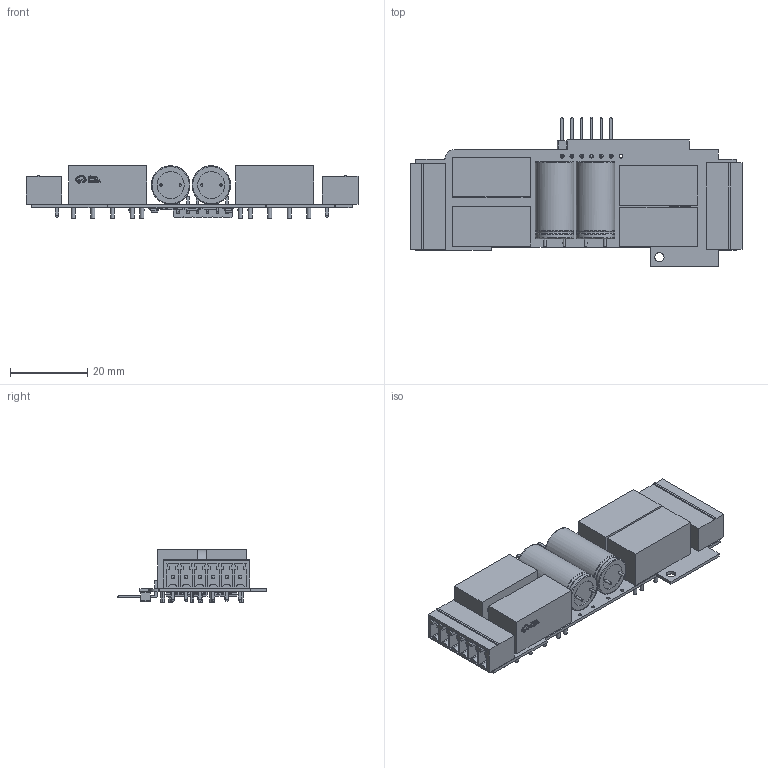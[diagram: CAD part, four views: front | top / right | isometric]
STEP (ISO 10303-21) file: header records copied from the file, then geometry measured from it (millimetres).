
FILE_DESCRIPTION(('KiCad electronic assembly'),'2;1');
FILE_NAME('REG1-App-SA-4xSELV.step','2024-08-18T14:02:28',('Pcbnew'),( 'Kicad'),'Open CASCADE STEP processor 7.8','KiCad to STEP converter' ,'Unknown');
FILE_SCHEMA(('AUTOMOTIVE_DESIGN { 1 0 10303 214 1 1 1 1 }'));
Length unit declared in the file: millimetre
Products named in the file (22): REG1-App-SA-4xSELV 1; PhoenixContact_MC_1,5_6-G-3.5_1x06_P3.50mm_Horizontal; MC_01x06_G_3_5mm; C_Radial_D10.0mm_H20.0mm_P5.00mm; C_Radial_D100mm_H200mm_P500mm; RELAY-TH_HFD2-X-X-L2-X; PinHeader_1x06_P2.54mm_Horizontal; PinHeader_1x06_P254mm_Horizontal; R_0402_1005Metric; D_SOD-323; D_SOD_323; R_0805_2012Metric; SOT-23; SOT_23; R_1206_3216Metric; QFN-16-1EP_3x3mm_P0.5mm_EP1.7x1.7mm; REG1-App-SA-4xSELV_PCB
Assembly tree (55 placements, depth 3):
  REG1-App-SA-4xSELV 1
    PhoenixContact_MC_1,5_6-G-3.5_1x06_P3.50mm_Horizontal  x2
      MC_01x06_G_3_5mm
    C_Radial_D10.0mm_H20.0mm_P5.00mm  x2
      C_Radial_D100mm_H200mm_P500mm
    RELAY-TH_HFD2-X-X-L2-X  x4
      RELAY-TH_HFD2-X-X-L2-X
    PinHeader_1x06_P2.54mm_Horizontal
      PinHeader_1x06_P254mm_Horizontal
    R_0402_1005Metric  x14
      R_0402_1005Metric
    D_SOD-323  x9
      D_SOD_323
    R_0805_2012Metric
      R_0805_2012Metric
    SOT-23  x8
      SOT_23
    R_1206_3216Metric  x2
      R_1206_3216Metric
    QFN-16-1EP_3x3mm_P0.5mm_EP1.7x1.7mm
      QFN-16-1EP_3x3mm_P0.5mm_EP1.7x1.7mm
    REG1-App-SA-4xSELV_PCB
Bounding box: 86 x 38.64 x 13.6 mm (x, y, z)
Volume: 15232.9 mm3; surface area: 15517.5 mm2
Topology: 45 solids, 47 shells, 3841 faces, 9728 edges, 6192 vertices
Faces by surface type: plane 2444, bspline 902, cylinder 489, revolution 4, torus 2
Full cylindrical faces by diameter (mm): 0.2 x1, 0.6 x4, 0.8 x4, 1 x7, 1.2 x52, 2.4 x1, 7 x6, 10 x4
Entity records: 43788 total; most frequent: CARTESIAN_POINT 8642, ORIENTED_EDGE 6022, DIRECTION 5146, EDGE_CURVE 3011, LINE 2388, VECTOR 2388, VERTEX_POINT 1944, AXIS2_PLACEMENT_3D 1378
